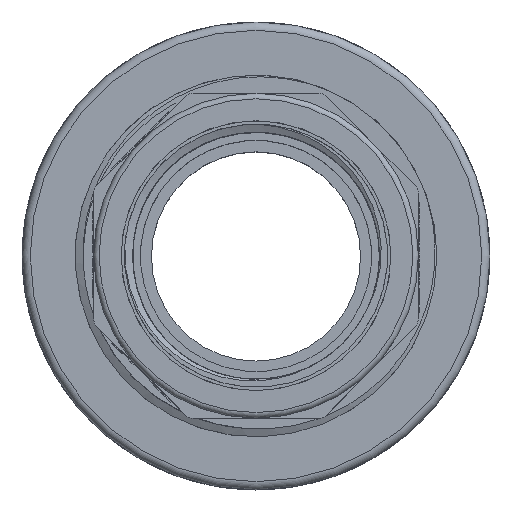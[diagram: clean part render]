
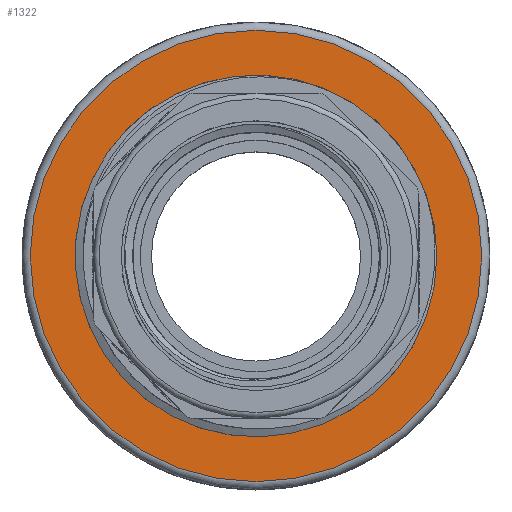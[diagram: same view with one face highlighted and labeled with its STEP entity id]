
A CAD part, top view. The second image highlights one B-rep face of the part: STEP entity #1322.
In plain terms, the highlighted planar face has unit normal (0, 0, 1).
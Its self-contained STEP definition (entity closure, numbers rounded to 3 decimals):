
#1322=ADVANCED_FACE('',(#4706,#4707),#2181,.T.);
#2181=PLANE('',#16003);
#4472=CIRCLE('',#16001,41.);
#4473=CIRCLE('',#16002,32.855);
#4706=FACE_BOUND('',#4924,.T.);
#4707=FACE_BOUND('',#4925,.T.);
#4924=EDGE_LOOP('',(#6395));
#4925=EDGE_LOOP('',(#6396));
#6395=ORIENTED_EDGE('',*,*,#12590,.T.);
#6396=ORIENTED_EDGE('',*,*,#12591,.T.);
#10982=VERTEX_POINT('',#22634);
#10983=VERTEX_POINT('',#22636);
#12590=EDGE_CURVE('',#10982,#10982,#4472,.T.);
#12591=EDGE_CURVE('',#10983,#10983,#4473,.T.);
#16001=AXIS2_PLACEMENT_3D('',#22633,#17256,#17257);
#16002=AXIS2_PLACEMENT_3D('',#22635,#17258,#17259);
#16003=AXIS2_PLACEMENT_3D('',#22637,#17260,#17261);
#17256=DIRECTION('',(0.,0.,1.));
#17257=DIRECTION('',(1.,0.,0.));
#17258=DIRECTION('',(0.,0.,-1.));
#17259=DIRECTION('',(1.,0.,0.));
#17260=DIRECTION('',(0.,0.,1.));
#17261=DIRECTION('',(1.,0.,0.));
#22633=CARTESIAN_POINT('',(358.,107.,30.22));
#22634=CARTESIAN_POINT('',(399.,107.,30.22));
#22635=CARTESIAN_POINT('',(358.,107.,30.22));
#22636=CARTESIAN_POINT('',(390.855,107.,30.22));
#22637=CARTESIAN_POINT('',(358.,107.,30.22));
